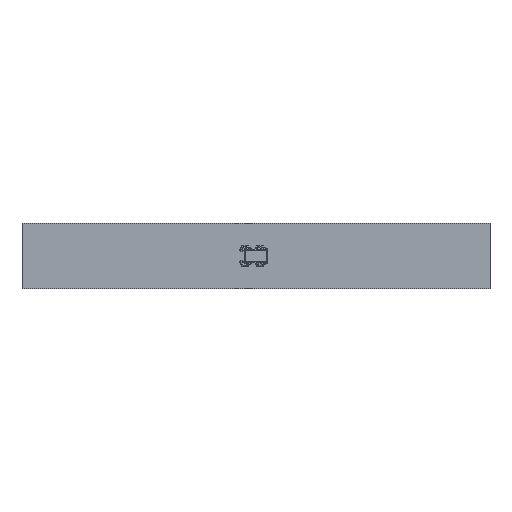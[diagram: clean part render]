
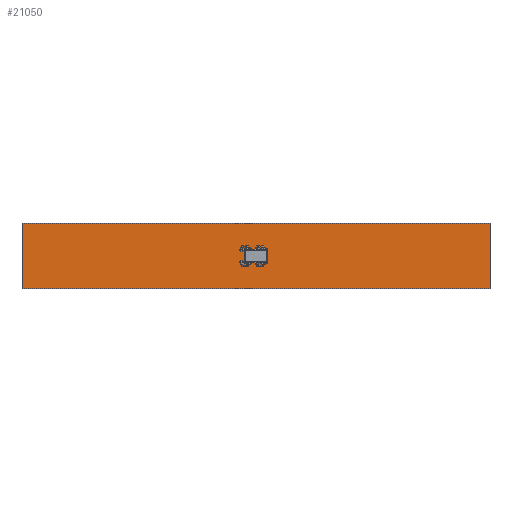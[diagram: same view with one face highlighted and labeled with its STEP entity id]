
A CAD part, top view. The second image highlights one B-rep face of the part: STEP entity #21050.
In plain terms, the highlighted planar face has unit normal (0, 0, 1).
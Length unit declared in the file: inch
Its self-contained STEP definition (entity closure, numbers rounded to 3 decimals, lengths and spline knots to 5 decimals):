
#796=PLANE('',#22891);
#1637=FACE_OUTER_BOUND('',#2744,.T.);
#2744=EDGE_LOOP('',(#16872,#16873,#16874,#16875));
#4368=LINE('',#33810,#6456);
#4371=LINE('',#33816,#6459);
#4374=LINE('',#33822,#6462);
#4377=LINE('',#33826,#6465);
#6456=VECTOR('',#27247,0.3937);
#6459=VECTOR('',#27252,0.3937);
#6462=VECTOR('',#27257,0.3937);
#6465=VECTOR('',#27262,0.3937);
#9594=VERTEX_POINT('',#33807);
#9595=VERTEX_POINT('',#33809);
#9597=VERTEX_POINT('',#33815);
#9599=VERTEX_POINT('',#33821);
#12184=EDGE_CURVE('',#9595,#9594,#4368,.T.);
#12187=EDGE_CURVE('',#9597,#9595,#4371,.T.);
#12190=EDGE_CURVE('',#9599,#9597,#4374,.T.);
#12193=EDGE_CURVE('',#9594,#9599,#4377,.T.);
#16872=ORIENTED_EDGE('',*,*,#12193,.T.);
#16873=ORIENTED_EDGE('',*,*,#12190,.T.);
#16874=ORIENTED_EDGE('',*,*,#12187,.T.);
#16875=ORIENTED_EDGE('',*,*,#12184,.T.);
#21050=ADVANCED_FACE('',(#1637),#796,.T.);
#22891=AXIS2_PLACEMENT_3D('',#33827,#27263,#27264);
#27247=DIRECTION('',(0.,-1.,0.));
#27252=DIRECTION('',(-1.,0.,0.));
#27257=DIRECTION('',(0.,1.,0.));
#27262=DIRECTION('',(1.,0.,0.));
#27263=DIRECTION('center_axis',(0.,0.,1.));
#27264=DIRECTION('ref_axis',(1.,0.,0.));
#33807=CARTESIAN_POINT('',(-250.,-35.,1.));
#33809=CARTESIAN_POINT('',(-250.,35.,1.));
#33810=CARTESIAN_POINT('',(-250.,-35.,1.));
#33815=CARTESIAN_POINT('',(250.,35.,1.));
#33816=CARTESIAN_POINT('',(-250.,35.,1.));
#33821=CARTESIAN_POINT('',(250.,-35.,1.));
#33822=CARTESIAN_POINT('',(250.,35.,1.));
#33826=CARTESIAN_POINT('',(250.,-35.,1.));
#33827=CARTESIAN_POINT('Origin',(0.,0.,1.));
